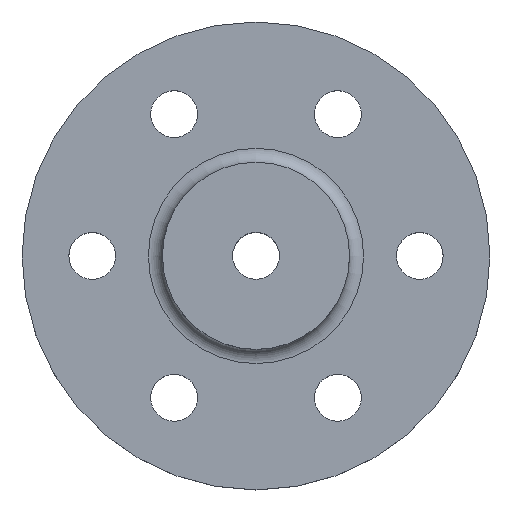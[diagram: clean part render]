
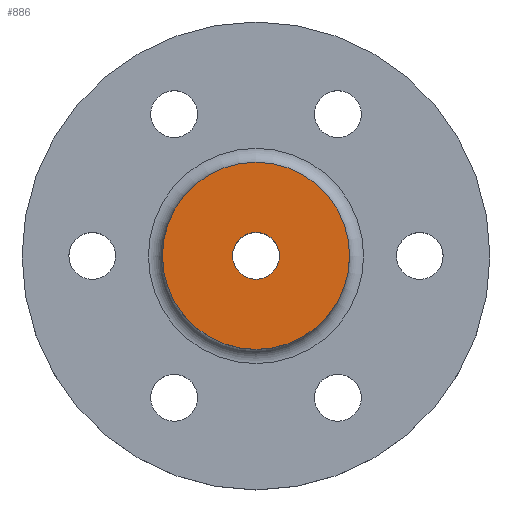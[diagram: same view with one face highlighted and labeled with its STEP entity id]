
A CAD part, top view. The second image highlights one B-rep face of the part: STEP entity #886.
In plain terms, the highlighted planar face has unit normal (0, 0, 1).
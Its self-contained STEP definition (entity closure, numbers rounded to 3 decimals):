
#501 = CYLINDRICAL_SURFACE('',#502,20.);
#502 = AXIS2_PLACEMENT_3D('',#503,#504,#505);
#503 = CARTESIAN_POINT('',(0.,0.,10.));
#504 = DIRECTION('',(-0.,-0.,-1.));
#505 = DIRECTION('',(1.,0.,0.));
#758 = CYLINDRICAL_SURFACE('',#759,5.);
#759 = AXIS2_PLACEMENT_3D('',#760,#761,#762);
#760 = CARTESIAN_POINT('',(0.,0.,100.));
#761 = DIRECTION('',(0.,-0.,1.));
#762 = DIRECTION('',(1.,0.,0.));
#786 = VERTEX_POINT('',#787);
#787 = CARTESIAN_POINT('',(20.,0.,30.));
#808 = EDGE_CURVE('',#786,#786,#809,.T.);
#809 = SURFACE_CURVE('',#810,(#815,#822),.PCURVE_S1.);
#810 = CIRCLE('',#811,20.);
#811 = AXIS2_PLACEMENT_3D('',#812,#813,#814);
#812 = CARTESIAN_POINT('',(0.,0.,30.));
#813 = DIRECTION('',(0.,0.,1.));
#814 = DIRECTION('',(1.,0.,0.));
#815 = PCURVE('',#501,#816);
#816 = DEFINITIONAL_REPRESENTATION('',(#817),#821);
#817 = LINE('',#818,#819);
#818 = CARTESIAN_POINT('',(-0.,-20.));
#819 = VECTOR('',#820,1.);
#820 = DIRECTION('',(-1.,0.));
#821 = ( GEOMETRIC_REPRESENTATION_CONTEXT(2) 
PARAMETRIC_REPRESENTATION_CONTEXT() REPRESENTATION_CONTEXT('2D SPACE',''
  ) );
#822 = PCURVE('',#823,#828);
#823 = PLANE('',#824);
#824 = AXIS2_PLACEMENT_3D('',#825,#826,#827);
#825 = CARTESIAN_POINT('',(0.,0.,30.));
#826 = DIRECTION('',(0.,0.,1.));
#827 = DIRECTION('',(1.,0.,-0.));
#828 = DEFINITIONAL_REPRESENTATION('',(#829),#833);
#829 = CIRCLE('',#830,20.);
#830 = AXIS2_PLACEMENT_2D('',#831,#832);
#831 = CARTESIAN_POINT('',(0.,0.));
#832 = DIRECTION('',(1.,0.));
#833 = ( GEOMETRIC_REPRESENTATION_CONTEXT(2) 
PARAMETRIC_REPRESENTATION_CONTEXT() REPRESENTATION_CONTEXT('2D SPACE',''
  ) );
#841 = VERTEX_POINT('',#842);
#842 = CARTESIAN_POINT('',(5.,0.,30.));
#865 = EDGE_CURVE('',#841,#841,#866,.T.);
#866 = SURFACE_CURVE('',#867,(#872,#879),.PCURVE_S1.);
#867 = CIRCLE('',#868,5.);
#868 = AXIS2_PLACEMENT_3D('',#869,#870,#871);
#869 = CARTESIAN_POINT('',(0.,0.,30.));
#870 = DIRECTION('',(0.,-0.,1.));
#871 = DIRECTION('',(1.,0.,0.));
#872 = PCURVE('',#758,#873);
#873 = DEFINITIONAL_REPRESENTATION('',(#874),#878);
#874 = LINE('',#875,#876);
#875 = CARTESIAN_POINT('',(-6.283,-70.));
#876 = VECTOR('',#877,1.);
#877 = DIRECTION('',(1.,-0.));
#878 = ( GEOMETRIC_REPRESENTATION_CONTEXT(2) 
PARAMETRIC_REPRESENTATION_CONTEXT() REPRESENTATION_CONTEXT('2D SPACE',''
  ) );
#879 = PCURVE('',#823,#880);
#880 = DEFINITIONAL_REPRESENTATION('',(#881),#885);
#881 = CIRCLE('',#882,5.);
#882 = AXIS2_PLACEMENT_2D('',#883,#884);
#883 = CARTESIAN_POINT('',(0.,0.));
#884 = DIRECTION('',(1.,0.));
#885 = ( GEOMETRIC_REPRESENTATION_CONTEXT(2) 
PARAMETRIC_REPRESENTATION_CONTEXT() REPRESENTATION_CONTEXT('2D SPACE',''
  ) );
#886 = ADVANCED_FACE('',(#887,#890),#823,.T.);
#887 = FACE_BOUND('',#888,.T.);
#888 = EDGE_LOOP('',(#889));
#889 = ORIENTED_EDGE('',*,*,#808,.T.);
#890 = FACE_BOUND('',#891,.T.);
#891 = EDGE_LOOP('',(#892));
#892 = ORIENTED_EDGE('',*,*,#865,.F.);
